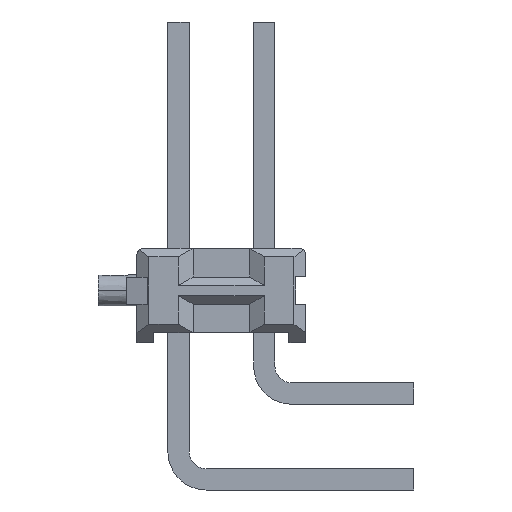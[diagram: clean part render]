
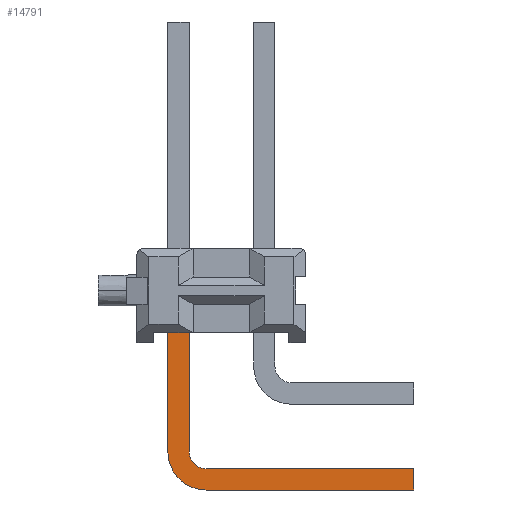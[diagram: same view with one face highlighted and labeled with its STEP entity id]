
A CAD part, left-side view. The second image highlights one B-rep face of the part: STEP entity #14791.
In plain terms, the highlighted planar face has unit normal (-1, 0, 0).
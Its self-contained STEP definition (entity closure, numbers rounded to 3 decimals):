
#514=DIRECTION('',(0.,1.,0.));
#515=VECTOR('',#514,0.63);
#516=CARTESIAN_POINT('',(-6.665,0.955,-2.5));
#517=LINE('',#516,#515);
#5414=DIRECTION('',(0.,0.,1.));
#5415=VECTOR('',#5414,3.525);
#5416=CARTESIAN_POINT('',(-6.665,0.955,-6.025));
#5417=LINE('',#5416,#5415);
#5418=CARTESIAN_POINT('',(-6.665,0.455,-6.025));
#5419=DIRECTION('',(1.,0.,0.));
#5420=DIRECTION('',(0.,0.,-1.));
#5421=AXIS2_PLACEMENT_3D('',#5418,#5419,#5420);
#5423=DIRECTION('',(0.,1.,0.));
#5424=VECTOR('',#5423,6.155);
#5425=CARTESIAN_POINT('',(-6.665,-5.7,-6.525));
#5426=LINE('',#5425,#5424);
#5427=DIRECTION('',(0.,0.,1.));
#5428=VECTOR('',#5427,0.63);
#5429=CARTESIAN_POINT('',(-6.665,-5.7,-7.155));
#5430=LINE('',#5429,#5428);
#5431=DIRECTION('',(0.,-1.,0.));
#5432=VECTOR('',#5431,6.155);
#5433=CARTESIAN_POINT('',(-6.665,0.455,-7.155));
#5434=LINE('',#5433,#5432);
#5435=CARTESIAN_POINT('',(-6.665,0.455,-6.025));
#5436=DIRECTION('',(-1.,0.,0.));
#5437=DIRECTION('',(0.,1.,0.));
#5438=AXIS2_PLACEMENT_3D('',#5435,#5436,#5437);
#5440=DIRECTION('',(0.,0.,-1.));
#5441=VECTOR('',#5440,3.525);
#5442=CARTESIAN_POINT('',(-6.665,1.585,-2.5));
#5443=LINE('',#5442,#5441);
#6868=CARTESIAN_POINT('',(-6.665,1.585,-6.025));
#6869=CARTESIAN_POINT('',(-6.665,0.455,-7.155));
#6870=VERTEX_POINT('',#6868);
#6871=VERTEX_POINT('',#6869);
#6872=CARTESIAN_POINT('',(-6.665,-5.7,-7.155));
#6873=VERTEX_POINT('',#6872);
#6874=CARTESIAN_POINT('',(-6.665,-5.7,-6.525));
#6875=VERTEX_POINT('',#6874);
#6876=CARTESIAN_POINT('',(-6.665,0.455,-6.525));
#6877=VERTEX_POINT('',#6876);
#6878=CARTESIAN_POINT('',(-6.665,0.955,-6.025));
#6879=VERTEX_POINT('',#6878);
#6916=CARTESIAN_POINT('',(-6.665,0.955,-2.5));
#6917=CARTESIAN_POINT('',(-6.665,1.585,-2.5));
#6918=VERTEX_POINT('',#6916);
#6919=VERTEX_POINT('',#6917);
#14769=CARTESIAN_POINT('',(-6.665,0.,0.));
#14770=DIRECTION('',(-1.,0.,0.));
#14771=DIRECTION('',(0.,-1.,0.));
#14772=AXIS2_PLACEMENT_3D('',#14769,#14770,#14771);
#14773=PLANE('',#14772);
#14774=ORIENTED_EDGE('',*,*,#7385,.F.);
#14776=ORIENTED_EDGE('',*,*,#14775,.F.);
#14778=ORIENTED_EDGE('',*,*,#14777,.F.);
#14780=ORIENTED_EDGE('',*,*,#14779,.F.);
#14782=ORIENTED_EDGE('',*,*,#14781,.F.);
#14784=ORIENTED_EDGE('',*,*,#14783,.F.);
#14786=ORIENTED_EDGE('',*,*,#14785,.F.);
#14788=ORIENTED_EDGE('',*,*,#14787,.F.);
#14789=EDGE_LOOP('',(#14774,#14776,#14778,#14780,#14782,#14784,#14786,#14788));
#14790=FACE_OUTER_BOUND('',#14789,.F.);
#14791=ADVANCED_FACE('',(#14790),#14773,.T.);
#5422=CIRCLE('',#5421,0.5);
#5439=CIRCLE('',#5438,1.13);
#7385=EDGE_CURVE('',#6918,#6919,#517,.T.);
#14775=EDGE_CURVE('',#6879,#6918,#5417,.T.);
#14777=EDGE_CURVE('',#6877,#6879,#5422,.T.);
#14779=EDGE_CURVE('',#6875,#6877,#5426,.T.);
#14781=EDGE_CURVE('',#6873,#6875,#5430,.T.);
#14783=EDGE_CURVE('',#6871,#6873,#5434,.T.);
#14785=EDGE_CURVE('',#6870,#6871,#5439,.T.);
#14787=EDGE_CURVE('',#6919,#6870,#5443,.T.);
